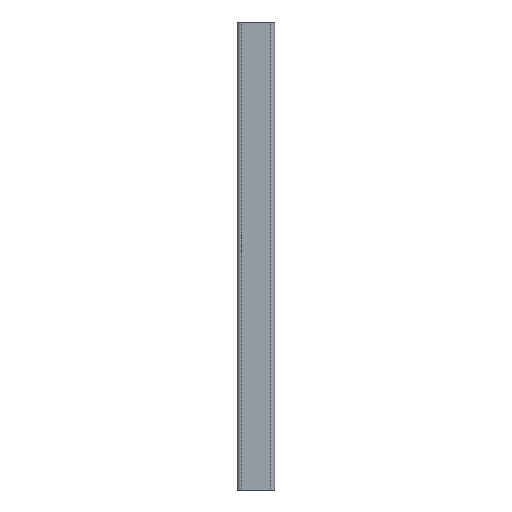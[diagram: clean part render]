
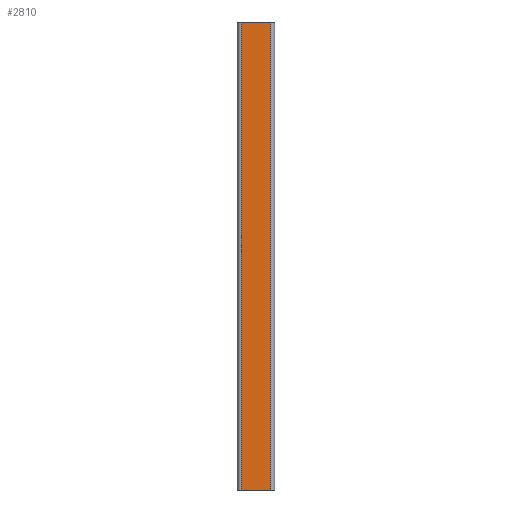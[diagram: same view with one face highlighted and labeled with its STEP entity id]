
A CAD part, front view. The second image highlights one B-rep face of the part: STEP entity #2810.
In plain terms, the highlighted planar face has unit normal (0, -1, 0).
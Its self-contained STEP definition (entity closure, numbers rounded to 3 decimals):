
#488 = AXIS2_PLACEMENT_3D ( 'NONE', #507, #506, #505 ) ;
#505 = DIRECTION ( 'NONE',  ( 0., 0., 1. ) ) ;
#506 = DIRECTION ( 'NONE',  ( 0., 1., 0. ) ) ;
#507 = CARTESIAN_POINT ( 'NONE',  ( -31051.49, -25636.199, 500. ) ) ;
#515 = FACE_OUTER_BOUND ( 'NONE', #2922, .T. ) ;
#541 = PLANE ( 'NONE',  #488 ) ;
#558 = DIRECTION ( 'NONE',  ( 0., 0., -1. ) ) ;
#559 = VECTOR ( 'NONE', #558, 1000. ) ;
#560 = CARTESIAN_POINT ( 'NONE',  ( -31051.49, -25636.199, 500. ) ) ;
#561 = LINE ( 'NONE', #560, #559 ) ;
#564 = DIRECTION ( 'NONE',  ( 0., 0., -1. ) ) ;
#565 = VECTOR ( 'NONE', #564, 1000. ) ;
#566 = CARTESIAN_POINT ( 'NONE',  ( -31019.49, -25636.199, 500. ) ) ;
#567 = LINE ( 'NONE', #566, #565 ) ;
#1774 = VERTEX_POINT ( 'NONE', #4879 ) ;
#1781 = EDGE_CURVE ( 'NONE', #1979, #1774, #4858, .T. ) ;
#1979 = VERTEX_POINT ( 'NONE', #4364 ) ;
#2093 = VERTEX_POINT ( 'NONE', #4554 ) ;
#2114 = EDGE_CURVE ( 'NONE', #2093, #2115, #4974, .T. ) ;
#2115 = VERTEX_POINT ( 'NONE', #4934 ) ;
#2717 = ORIENTED_EDGE ( 'NONE', *, *, #2815, .T. ) ;
#2810 = ADVANCED_FACE ( 'NONE', ( #515 ), #541, .F. ) ;
#2813 = EDGE_CURVE ( 'NONE', #1774, #2115, #567, .T. ) ;
#2815 = EDGE_CURVE ( 'NONE', #1979, #2093, #561, .T. ) ;
#2846 = ORIENTED_EDGE ( 'NONE', *, *, #2813, .F. ) ;
#2887 = ORIENTED_EDGE ( 'NONE', *, *, #2114, .T. ) ;
#2915 = ORIENTED_EDGE ( 'NONE', *, *, #1781, .F. ) ;
#2922 = EDGE_LOOP ( 'NONE', ( #2887, #2846, #2915, #2717 ) ) ;
#4364 = CARTESIAN_POINT ( 'NONE',  ( -31051.49, -25636.199, 500. ) ) ;
#4554 = CARTESIAN_POINT ( 'NONE',  ( -31051.49, -25636.199, 0. ) ) ;
#4855 = DIRECTION ( 'NONE',  ( 1., 0., 0. ) ) ;
#4856 = VECTOR ( 'NONE', #4855, 1000. ) ;
#4857 = CARTESIAN_POINT ( 'NONE',  ( -31051.49, -25636.199, 500. ) ) ;
#4858 = LINE ( 'NONE', #4857, #4856 ) ;
#4879 = CARTESIAN_POINT ( 'NONE',  ( -31019.49, -25636.199, 500. ) ) ;
#4934 = CARTESIAN_POINT ( 'NONE',  ( -31019.49, -25636.199, 0. ) ) ;
#4963 = DIRECTION ( 'NONE',  ( 1., 0., 0. ) ) ;
#4964 = CARTESIAN_POINT ( 'NONE',  ( -31051.49, -25636.199, 0. ) ) ;
#4973 = VECTOR ( 'NONE', #4963, 1000. ) ;
#4974 = LINE ( 'NONE', #4964, #4973 ) ;
